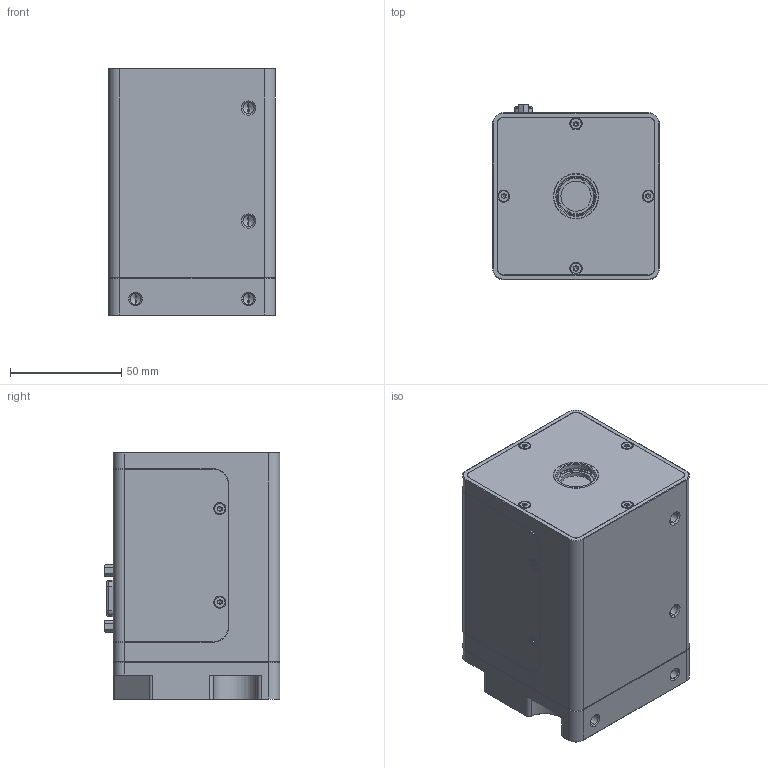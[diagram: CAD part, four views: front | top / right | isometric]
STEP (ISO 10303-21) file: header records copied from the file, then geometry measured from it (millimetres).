
FILE_DESCRIPTION (( 'STEP AP203' ), '1' );
FILE_NAME ('MTX-1x-2x-0343-0355-V.3.4.3.STEP', '2020-11-26T06:59:06', ( '' ), ( '' ), 'SwSTEP 2.0', 'SolidWorks 2020', '' );
FILE_SCHEMA (( 'CONFIG_CONTROL_DESIGN' ));
Length unit declared in the file: millimetre
Products named in the file (1): MTX-1x-2x-0343-0355-V.3.4.3
Bounding box: 75 x 79 x 111 mm (x, y, z)
Volume: 583823.2 mm3; surface area: 53368.2 mm2
Topology: 1 solids, 1 shells, 767 faces, 1921 edges, 1197 vertices
Faces by surface type: cylinder 399, plane 182, cone 166, bspline 12, torus 8
Entity records: 27168 total; most frequent: CARTESIAN_POINT 9210, ORIENTED_EDGE 3758, DIRECTION 3677, EDGE_CURVE 1879, AXIS2_PLACEMENT_3D 1424, VERTEX_POINT 1197, EDGE_LOOP 850, VECTOR 829
